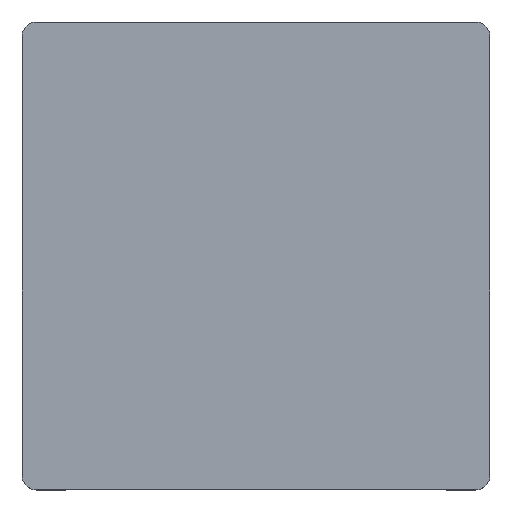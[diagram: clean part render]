
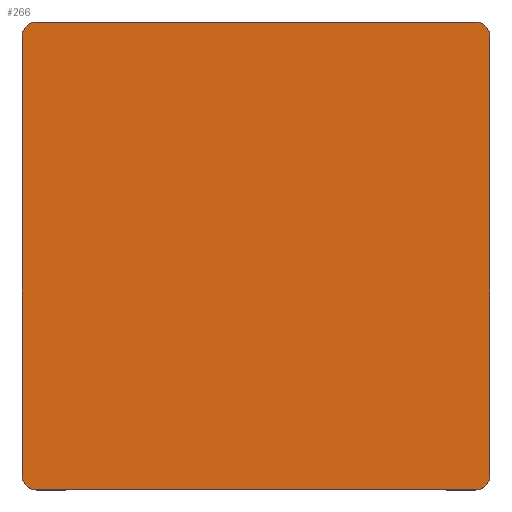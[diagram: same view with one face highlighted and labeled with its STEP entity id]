
A CAD part, top view. The second image highlights one B-rep face of the part: STEP entity #266.
In plain terms, the highlighted planar face has unit normal (0, 0, 1).
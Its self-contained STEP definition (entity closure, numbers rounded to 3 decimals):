
#24=PLANE('',#302);
#38=FACE_OUTER_BOUND('',#52,.T.);
#52=EDGE_LOOP('',(#241,#242,#243,#244,#245,#246,#247,#248));
#57=LINE('',#392,#85);
#67=LINE('',#422,#95);
#74=LINE('',#436,#102);
#80=LINE('',#450,#108);
#85=VECTOR('',#317,10.);
#95=VECTOR('',#343,10.);
#102=VECTOR('',#356,10.);
#108=VECTOR('',#374,10.);
#109=CIRCLE('',#282,5.);
#113=CIRCLE('',#289,5.);
#115=CIRCLE('',#294,5.);
#116=CIRCLE('',#297,5.);
#117=VERTEX_POINT('',#379);
#118=VERTEX_POINT('',#380);
#122=VERTEX_POINT('',#390);
#128=VERTEX_POINT('',#405);
#129=VERTEX_POINT('',#407);
#134=VERTEX_POINT('',#421);
#135=VERTEX_POINT('',#425);
#138=VERTEX_POINT('',#434);
#141=EDGE_CURVE('',#117,#118,#109,.T.);
#147=EDGE_CURVE('',#117,#122,#57,.T.);
#154=EDGE_CURVE('',#128,#129,#113,.T.);
#161=EDGE_CURVE('',#134,#129,#67,.T.);
#163=EDGE_CURVE('',#135,#122,#115,.T.);
#169=EDGE_CURVE('',#135,#138,#74,.T.);
#170=EDGE_CURVE('',#134,#138,#116,.T.);
#176=EDGE_CURVE('',#128,#118,#80,.T.);
#241=ORIENTED_EDGE('',*,*,#141,.F.);
#242=ORIENTED_EDGE('',*,*,#147,.T.);
#243=ORIENTED_EDGE('',*,*,#163,.F.);
#244=ORIENTED_EDGE('',*,*,#169,.T.);
#245=ORIENTED_EDGE('',*,*,#170,.F.);
#246=ORIENTED_EDGE('',*,*,#161,.T.);
#247=ORIENTED_EDGE('',*,*,#154,.F.);
#248=ORIENTED_EDGE('',*,*,#176,.T.);
#266=ADVANCED_FACE('',(#38),#24,.T.);
#282=AXIS2_PLACEMENT_3D('',#381,#307,#308);
#289=AXIS2_PLACEMENT_3D('',#408,#330,#331);
#294=AXIS2_PLACEMENT_3D('',#426,#347,#348);
#297=AXIS2_PLACEMENT_3D('',#438,#359,#360);
#302=AXIS2_PLACEMENT_3D('',#451,#375,#376);
#307=DIRECTION('center_axis',(0.,0.,-1.));
#308=DIRECTION('ref_axis',(-0.707,0.707,0.));
#317=DIRECTION('',(0.,-1.,0.));
#330=DIRECTION('center_axis',(0.,0.,-1.));
#331=DIRECTION('ref_axis',(0.707,0.707,0.));
#343=DIRECTION('',(0.,1.,0.));
#347=DIRECTION('center_axis',(0.,0.,-1.));
#348=DIRECTION('ref_axis',(-0.707,-0.707,0.));
#356=DIRECTION('',(1.,0.,0.));
#359=DIRECTION('center_axis',(0.,0.,-1.));
#360=DIRECTION('ref_axis',(0.707,-0.707,0.));
#374=DIRECTION('',(-1.,0.,0.));
#375=DIRECTION('center_axis',(0.,0.,1.));
#376=DIRECTION('ref_axis',(1.,0.,0.));
#379=CARTESIAN_POINT('',(-80.,75.,20.));
#380=CARTESIAN_POINT('',(-75.,80.,20.));
#381=CARTESIAN_POINT('Origin',(-75.,75.,20.));
#390=CARTESIAN_POINT('',(-80.,-75.,20.));
#392=CARTESIAN_POINT('',(-80.,-80.,20.));
#405=CARTESIAN_POINT('',(75.,80.,20.));
#407=CARTESIAN_POINT('',(80.,75.,20.));
#408=CARTESIAN_POINT('Origin',(75.,75.,20.));
#421=CARTESIAN_POINT('',(80.,-75.,20.));
#422=CARTESIAN_POINT('',(80.,80.,20.));
#425=CARTESIAN_POINT('',(-75.,-80.,20.));
#426=CARTESIAN_POINT('Origin',(-75.,-75.,20.));
#434=CARTESIAN_POINT('',(75.,-80.,20.));
#436=CARTESIAN_POINT('',(80.,-80.,20.));
#438=CARTESIAN_POINT('Origin',(75.,-75.,20.));
#450=CARTESIAN_POINT('',(-80.,80.,20.));
#451=CARTESIAN_POINT('Origin',(0.,0.,20.));
